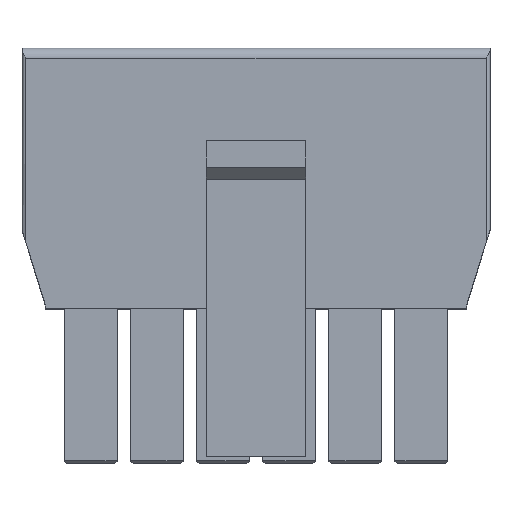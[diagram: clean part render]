
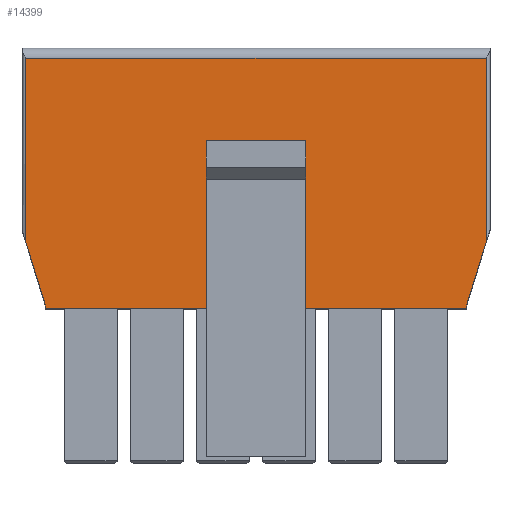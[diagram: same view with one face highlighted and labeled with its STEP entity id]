
A CAD part, top view. The second image highlights one B-rep face of the part: STEP entity #14399.
In plain terms, the highlighted planar face has unit normal (0, 0, 1).
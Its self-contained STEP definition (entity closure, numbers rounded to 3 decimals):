
#3488=ORIENTED_EDGE('',*,*,#5899,.F.);
#3489=ORIENTED_EDGE('',*,*,#5961,.F.);
#3490=ORIENTED_EDGE('',*,*,#5884,.T.);
#3491=ORIENTED_EDGE('',*,*,#5962,.F.);
#3492=ORIENTED_EDGE('',*,*,#5963,.T.);
#3493=ORIENTED_EDGE('',*,*,#5964,.T.);
#3494=ORIENTED_EDGE('',*,*,#5965,.F.);
#3495=ORIENTED_EDGE('',*,*,#5966,.T.);
#3496=ORIENTED_EDGE('',*,*,#5967,.T.);
#3497=ORIENTED_EDGE('',*,*,#5968,.T.);
#3498=ORIENTED_EDGE('',*,*,#5969,.T.);
#3499=ORIENTED_EDGE('',*,*,#5859,.T.);
#3500=ORIENTED_EDGE('',*,*,#5927,.T.);
#3501=ORIENTED_EDGE('',*,*,#5835,.T.);
#3502=ORIENTED_EDGE('',*,*,#5956,.T.);
#3503=ORIENTED_EDGE('',*,*,#5903,.T.);
#5835=EDGE_CURVE('',#7294,#7293,#9176,.T.);
#5859=EDGE_CURVE('',#7314,#7315,#9199,.T.);
#5884=EDGE_CURVE('',#7333,#7335,#9218,.T.);
#5899=EDGE_CURVE('',#7346,#7347,#9228,.T.);
#5903=EDGE_CURVE('',#7351,#7350,#9230,.T.);
#5927=EDGE_CURVE('',#7315,#7294,#9252,.T.);
#5956=EDGE_CURVE('',#7293,#7351,#9281,.T.);
#5961=EDGE_CURVE('',#7333,#7346,#9286,.T.);
#5962=EDGE_CURVE('',#7347,#7335,#9287,.T.);
#5963=EDGE_CURVE('',#7397,#7398,#9288,.T.);
#5964=EDGE_CURVE('',#7398,#7399,#9289,.T.);
#5965=EDGE_CURVE('',#7400,#7399,#9290,.T.);
#5966=EDGE_CURVE('',#7400,#7397,#9291,.T.);
#5967=EDGE_CURVE('',#7350,#7401,#9292,.T.);
#5968=EDGE_CURVE('',#7401,#7402,#9293,.T.);
#5969=EDGE_CURVE('',#7402,#7314,#9294,.T.);
#7293=VERTEX_POINT('',#22251);
#7294=VERTEX_POINT('',#22253);
#7314=VERTEX_POINT('',#22300);
#7315=VERTEX_POINT('',#22301);
#7333=VERTEX_POINT('',#22344);
#7335=VERTEX_POINT('',#22348);
#7346=VERTEX_POINT('',#22379);
#7347=VERTEX_POINT('',#22381);
#7350=VERTEX_POINT('',#22388);
#7351=VERTEX_POINT('',#22390);
#7397=VERTEX_POINT('',#22502);
#7398=VERTEX_POINT('',#22503);
#7399=VERTEX_POINT('',#22505);
#7400=VERTEX_POINT('',#22507);
#7401=VERTEX_POINT('',#22510);
#7402=VERTEX_POINT('',#22512);
#9176=LINE('',#22252,#11171);
#9199=LINE('',#22299,#11194);
#9218=LINE('',#22349,#11213);
#9228=LINE('',#22380,#11223);
#9230=LINE('',#22389,#11225);
#9252=LINE('',#22435,#11247);
#9281=LINE('',#22489,#11276);
#9286=LINE('',#22499,#11281);
#9287=LINE('',#22500,#11282);
#9288=LINE('',#22501,#11283);
#9289=LINE('',#22504,#11284);
#9290=LINE('',#22506,#11285);
#9291=LINE('',#22508,#11286);
#9292=LINE('',#22509,#11287);
#9293=LINE('',#22511,#11288);
#9294=LINE('',#22513,#11289);
#11171=VECTOR('',#18189,1000.);
#11194=VECTOR('',#18220,1000.);
#11213=VECTOR('',#18257,1000.);
#11223=VECTOR('',#18287,1000.);
#11225=VECTOR('',#18295,1000.);
#11247=VECTOR('',#18329,1000.);
#11276=VECTOR('',#18360,1000.);
#11281=VECTOR('',#18367,1000.);
#11282=VECTOR('',#18368,1000.);
#11283=VECTOR('',#18369,1000.);
#11284=VECTOR('',#18370,1000.);
#11285=VECTOR('',#18371,1000.);
#11286=VECTOR('',#18372,1000.);
#11287=VECTOR('',#18373,1000.);
#11288=VECTOR('',#18374,1000.);
#11289=VECTOR('',#18375,1000.);
#12137=EDGE_LOOP('',(#3488,#3489,#3490,#3491));
#12138=EDGE_LOOP('',(#3492,#3493,#3494,#3495));
#12139=EDGE_LOOP('',(#3496,#3497,#3498,#3499,#3500,#3501,#3502,#3503));
#12924=FACE_BOUND('',#12137,.T.);
#12925=FACE_BOUND('',#12138,.T.);
#12926=FACE_BOUND('',#12139,.T.);
#13670=PLANE('',#15178);
#14399=ADVANCED_FACE('',(#12924,#12925,#12926),#13670,.T.);
#15178=AXIS2_PLACEMENT_3D('',#22498,#18365,#18366);
#18189=DIRECTION('',(1.,0.,0.));
#18220=DIRECTION('',(0.297,-0.955,0.));
#18257=DIRECTION('',(-1.,0.,0.));
#18287=DIRECTION('',(-1.,0.,0.));
#18295=DIRECTION('',(0.297,0.955,0.));
#18329=DIRECTION('',(0.,-1.,0.));
#18360=DIRECTION('',(0.,1.,0.));
#18365=DIRECTION('',(0.,0.,1.));
#18366=DIRECTION('',(1.,0.,0.));
#18367=DIRECTION('',(0.,1.,0.));
#18368=DIRECTION('',(0.,-1.,0.));
#18369=DIRECTION('',(-1.,0.,0.));
#18370=DIRECTION('',(0.,1.,0.));
#18371=DIRECTION('',(-1.,0.,0.));
#18372=DIRECTION('',(0.,-1.,0.));
#18373=DIRECTION('',(0.,1.,0.));
#18374=DIRECTION('',(-1.,0.,0.));
#18375=DIRECTION('',(0.,-1.,0.));
#22251=CARTESIAN_POINT('',(7.97,-2.98,2.97));
#22252=CARTESIAN_POINT('',(-7.97,-2.98,2.97));
#22253=CARTESIAN_POINT('',(-7.97,-2.98,2.97));
#22299=CARTESIAN_POINT('',(-8.85,0.,2.97));
#22300=CARTESIAN_POINT('',(-8.7,-0.482,2.97));
#22301=CARTESIAN_POINT('',(-7.97,-2.83,2.97));
#22344=CARTESIAN_POINT('',(-1.,-2.59,2.97));
#22348=CARTESIAN_POINT('',(-1.88,-2.59,2.97));
#22349=CARTESIAN_POINT('',(1.88,-2.59,2.97));
#22379=CARTESIAN_POINT('',(-1.,-0.82,2.97));
#22380=CARTESIAN_POINT('',(1.88,-0.82,2.97));
#22381=CARTESIAN_POINT('',(-1.88,-0.82,2.97));
#22388=CARTESIAN_POINT('',(8.7,-0.482,2.97));
#22389=CARTESIAN_POINT('',(8.85,0.,2.97));
#22390=CARTESIAN_POINT('',(7.97,-2.83,2.97));
#22435=CARTESIAN_POINT('',(-7.97,-2.83,2.97));
#22489=CARTESIAN_POINT('',(7.97,-2.83,2.97));
#22498=CARTESIAN_POINT('',(0.,0.,2.97));
#22499=CARTESIAN_POINT('',(-1.,-5.79,2.97));
#22500=CARTESIAN_POINT('',(-1.88,-0.82,2.97));
#22501=CARTESIAN_POINT('',(1.88,-2.59,2.97));
#22502=CARTESIAN_POINT('',(1.88,-2.59,2.97));
#22503=CARTESIAN_POINT('',(1.,-2.59,2.97));
#22504=CARTESIAN_POINT('',(1.,-5.79,2.97));
#22505=CARTESIAN_POINT('',(1.,-0.82,2.97));
#22506=CARTESIAN_POINT('',(1.88,-0.82,2.97));
#22507=CARTESIAN_POINT('',(1.88,-0.82,2.97));
#22508=CARTESIAN_POINT('',(1.88,-0.82,2.97));
#22509=CARTESIAN_POINT('',(8.7,6.87,2.97));
#22510=CARTESIAN_POINT('',(8.7,6.49,2.97));
#22511=CARTESIAN_POINT('',(-8.7,6.49,2.97));
#22512=CARTESIAN_POINT('',(-8.7,6.49,2.97));
#22513=CARTESIAN_POINT('',(-8.7,0.,2.97));
